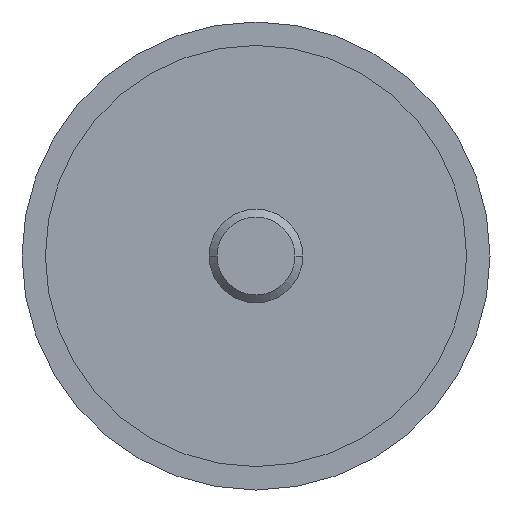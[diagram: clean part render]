
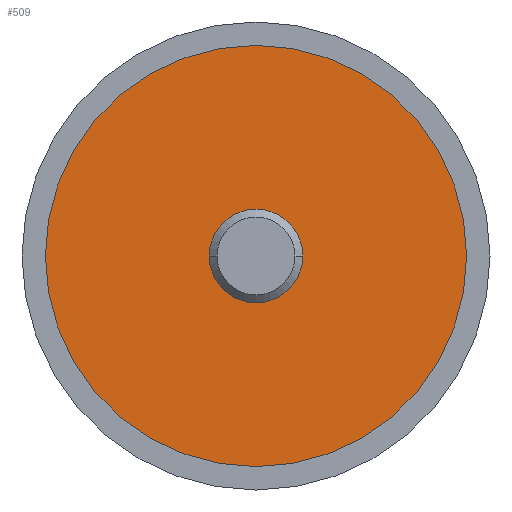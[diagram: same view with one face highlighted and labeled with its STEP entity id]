
A CAD part, front view. The second image highlights one B-rep face of the part: STEP entity #509.
In plain terms, the highlighted planar face has unit normal (0, -1, 0).
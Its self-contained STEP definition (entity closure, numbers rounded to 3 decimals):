
#251=VERTEX_POINT('',#600);
#261=EDGE_CURVE('',#251,#443,#610,.T.);
#307=EDGE_CURVE('',#427,#369,#664,.T.);
#349=EDGE_CURVE('',#369,#427,#715,.T.);
#369=VERTEX_POINT('',#738);
#419=EDGE_CURVE('',#443,#251,#793,.T.);
#427=VERTEX_POINT('',#803);
#443=VERTEX_POINT('',#821);
#509=ADVANCED_FACE('',(#898,#899),#900,.T.);
#600=CARTESIAN_POINT('',(4.0,0.0,0.));
#610=CIRCLE('',#1021,4.0);
#664=CIRCLE('',#1094,18.0);
#715=CIRCLE('',#1161,18.0);
#738=CARTESIAN_POINT('',(-18.0,0.0,0.));
#793=CIRCLE('',#1257,4.0);
#803=CARTESIAN_POINT('',(18.0,0.0,0.0));
#821=CARTESIAN_POINT('',(-4.0,0.0,0.));
#898=FACE_BOUND('',#1386,.T.);
#899=FACE_OUTER_BOUND('',#1387,.T.);
#900=PLANE('',#1388);
#1021=AXIS2_PLACEMENT_3D('',#1453,#1454,#1455);
#1094=AXIS2_PLACEMENT_3D('',#1532,#1533,#1534);
#1161=AXIS2_PLACEMENT_3D('',#1613,#1614,#1615);
#1257=AXIS2_PLACEMENT_3D('',#1704,#1705,#1706);
#1386=EDGE_LOOP('',(#1851,#1852));
#1387=EDGE_LOOP('',(#1853,#1854));
#1388=AXIS2_PLACEMENT_3D('',#1855,#1856,#1857);
#1453=CARTESIAN_POINT('',(0.0,0.0,0.0));
#1454=DIRECTION('',(-0.0,1.0,0.0));
#1455=DIRECTION('',(1.0,0.0,0.0));
#1532=CARTESIAN_POINT('',(0.0,0.0,0.0));
#1533=DIRECTION('',(0.0,-1.0,0.0));
#1534=DIRECTION('',(1.0,0.0,0.0));
#1613=CARTESIAN_POINT('',(0.0,0.0,0.0));
#1614=DIRECTION('',(0.0,-1.0,0.0));
#1615=DIRECTION('',(1.0,0.0,0.0));
#1704=CARTESIAN_POINT('',(0.0,0.0,0.0));
#1705=DIRECTION('',(-0.0,1.0,0.0));
#1706=DIRECTION('',(1.0,0.0,0.0));
#1851=ORIENTED_EDGE('',*,*,#419,.T.);
#1852=ORIENTED_EDGE('',*,*,#261,.T.);
#1853=ORIENTED_EDGE('',*,*,#307,.T.);
#1854=ORIENTED_EDGE('',*,*,#349,.T.);
#1855=CARTESIAN_POINT('',(0.0,0.0,0.0));
#1856=DIRECTION('',(0.0,-1.0,0.0));
#1857=DIRECTION('',(-1.0,0.0,0.0));
